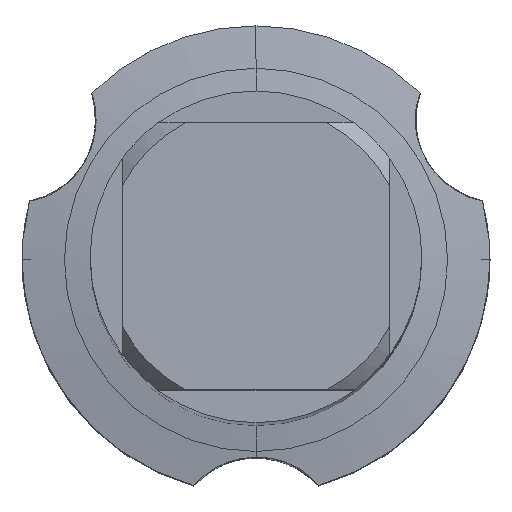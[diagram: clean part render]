
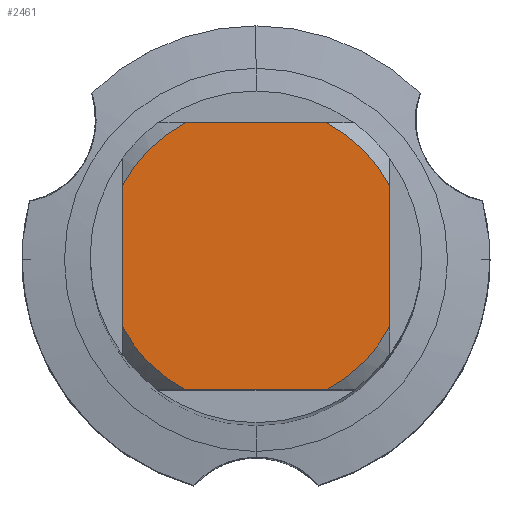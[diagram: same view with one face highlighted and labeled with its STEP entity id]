
A CAD part, top view. The second image highlights one B-rep face of the part: STEP entity #2461.
In plain terms, the highlighted planar face has unit normal (0, 0, 1).
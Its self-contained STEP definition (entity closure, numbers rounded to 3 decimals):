
#1863=EDGE_CURVE('',#4097,#1953,#5249,.T.);
#1953=VERTEX_POINT('',#5345);
#2357=VERTEX_POINT('',#5789);
#2461=ADVANCED_FACE('',(#5899),#5900,.T.);
#3083=VERTEX_POINT('',#6582);
#3097=VERTEX_POINT('',#6597);
#3623=EDGE_CURVE('',#3083,#3097,#7164,.T.);
#3795=EDGE_CURVE('',#2357,#4343,#7353,.T.);
#3937=EDGE_CURVE('',#3949,#3097,#7507,.T.);
#3949=VERTEX_POINT('',#7520);
#4097=VERTEX_POINT('',#7682);
#4101=EDGE_CURVE('',#3083,#4343,#7687,.T.);
#4143=EDGE_CURVE('',#2357,#4315,#7730,.T.);
#4315=VERTEX_POINT('',#7920);
#4343=VERTEX_POINT('',#7951);
#4711=EDGE_CURVE('',#3949,#1953,#8353,.T.);
#4793=EDGE_CURVE('',#4097,#4315,#8439,.T.);
#5249=CIRCLE('',#9106,8.2);
#5345=CARTESIAN_POINT('',(3.831,-7.25,0.0));
#5789=CARTESIAN_POINT('',(3.831,7.25,0.0));
#5899=FACE_OUTER_BOUND('',#10370,.T.);
#5900=PLANE('',#10371);
#6582=CARTESIAN_POINT('',(-7.25,3.831,0.0));
#6597=CARTESIAN_POINT('',(-7.25,-3.831,0.0));
#7164=LINE('',#13061,#13062);
#7353=LINE('',#13466,#13467);
#7507=CIRCLE('',#13709,8.2);
#7520=CARTESIAN_POINT('',(-3.831,-7.25,0.0));
#7682=CARTESIAN_POINT('',(7.25,-3.831,0.0));
#7687=CIRCLE('',#14027,8.2);
#7730=CIRCLE('',#14122,8.2);
#7920=CARTESIAN_POINT('',(7.25,3.831,0.0));
#7951=CARTESIAN_POINT('',(-3.831,7.25,0.0));
#8353=LINE('',#15263,#15264);
#8439=LINE('',#15454,#15455);
#9106=AXIS2_PLACEMENT_3D('',#16200,#16201,#16202);
#10370=EDGE_LOOP('',(#16894,#16895,#16896,#16897,#16898,#16899,#16900,#16901));
#10371=AXIS2_PLACEMENT_3D('',#16902,#16903,#16904);
#13061=CARTESIAN_POINT('',(-7.25,2.05,0.0));
#13062=VECTOR('',#18277,1.0);
#13466=CARTESIAN_POINT('',(0.0,7.25,0.0));
#13467=VECTOR('',#18500,1.0);
#13709=AXIS2_PLACEMENT_3D('',#18680,#18681,#18682);
#14027=AXIS2_PLACEMENT_3D('',#18993,#18994,#18995);
#14122=AXIS2_PLACEMENT_3D('',#19031,#19032,#19033);
#15263=CARTESIAN_POINT('',(0.0,-7.25,0.0));
#15264=VECTOR('',#19835,1.0);
#15454=CARTESIAN_POINT('',(7.25,2.05,0.0));
#15455=VECTOR('',#19906,1.0);
#16200=CARTESIAN_POINT('',(0.0,0.0,0.0));
#16201=DIRECTION('',(0.0,0.0,-1.0));
#16202=DIRECTION('',(0.0,1.0,0.0));
#16894=ORIENTED_EDGE('',*,*,#3623,.T.);
#16895=ORIENTED_EDGE('',*,*,#3937,.F.);
#16896=ORIENTED_EDGE('',*,*,#4711,.T.);
#16897=ORIENTED_EDGE('',*,*,#1863,.F.);
#16898=ORIENTED_EDGE('',*,*,#4793,.T.);
#16899=ORIENTED_EDGE('',*,*,#4143,.F.);
#16900=ORIENTED_EDGE('',*,*,#3795,.T.);
#16901=ORIENTED_EDGE('',*,*,#4101,.F.);
#16902=CARTESIAN_POINT('',(0.0,4.1,0.0));
#16903=DIRECTION('',(-0.0,0.0,1.0));
#16904=DIRECTION('',(0.0,-1.0,0.0));
#18277=DIRECTION('',(-0.0,-1.0,0.0));
#18500=DIRECTION('',(-1.0,0.0,0.0));
#18680=CARTESIAN_POINT('',(0.0,0.0,0.0));
#18681=DIRECTION('',(0.0,0.0,-1.0));
#18682=DIRECTION('',(0.0,1.0,0.0));
#18993=CARTESIAN_POINT('',(0.0,0.0,0.0));
#18994=DIRECTION('',(0.0,0.0,-1.0));
#18995=DIRECTION('',(0.0,1.0,0.0));
#19031=CARTESIAN_POINT('',(0.0,0.0,0.0));
#19032=DIRECTION('',(0.0,0.0,-1.0));
#19033=DIRECTION('',(0.0,1.0,0.0));
#19835=DIRECTION('',(1.0,0.0,0.0));
#19906=DIRECTION('',(-0.0,1.0,0.0));
